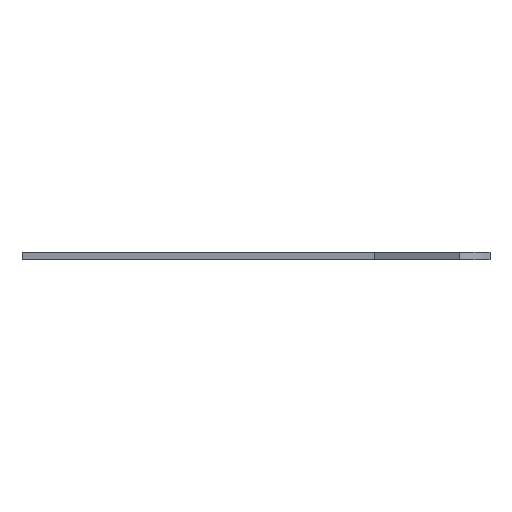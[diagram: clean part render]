
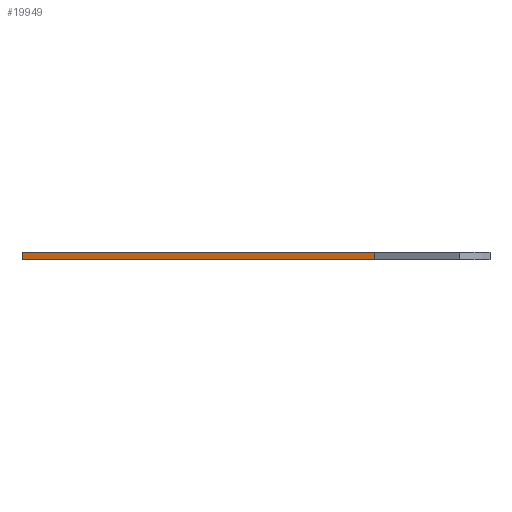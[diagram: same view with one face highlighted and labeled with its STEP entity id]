
A CAD part, left-side view. The second image highlights one B-rep face of the part: STEP entity #19949.
In plain terms, the highlighted planar face has unit normal (-0.985, 0.173, 0).
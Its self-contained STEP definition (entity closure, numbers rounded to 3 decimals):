
#90 = PLANE('',#91);
#91 = AXIS2_PLACEMENT_3D('',#92,#93,#94);
#92 = CARTESIAN_POINT('',(214.86,-70.672,1.6));
#93 = DIRECTION('',(0.,0.,1.));
#94 = DIRECTION('',(1.,0.,-0.));
#144 = PLANE('',#145);
#145 = AXIS2_PLACEMENT_3D('',#146,#147,#148);
#146 = CARTESIAN_POINT('',(214.86,-70.672,0.));
#147 = DIRECTION('',(0.,0.,1.));
#148 = DIRECTION('',(1.,0.,-0.));
#533 = VERTEX_POINT('',#534);
#534 = CARTESIAN_POINT('',(69.748,-21.184,0.));
#548 = PLANE('',#549);
#549 = AXIS2_PLACEMENT_3D('',#550,#551,#552);
#550 = CARTESIAN_POINT('',(182.626,-41.148,0.));
#551 = DIRECTION('',(-0.174,-0.985,0.));
#552 = DIRECTION('',(-0.985,0.174,0.));
#560 = EDGE_CURVE('',#533,#561,#563,.T.);
#561 = VERTEX_POINT('',#562);
#562 = CARTESIAN_POINT('',(56.54,-96.317,0.));
#563 = SURFACE_CURVE('',#564,(#568,#575),.PCURVE_S1.);
#564 = LINE('',#565,#566);
#565 = CARTESIAN_POINT('',(69.748,-21.184,0.));
#566 = VECTOR('',#567,1.);
#567 = DIRECTION('',(-0.173,-0.985,0.));
#568 = PCURVE('',#144,#569);
#569 = DEFINITIONAL_REPRESENTATION('',(#570),#574);
#570 = LINE('',#571,#572);
#571 = CARTESIAN_POINT('',(-145.111,49.488));
#572 = VECTOR('',#573,1.);
#573 = DIRECTION('',(-0.173,-0.985));
#574 = ( GEOMETRIC_REPRESENTATION_CONTEXT(2) 
PARAMETRIC_REPRESENTATION_CONTEXT() REPRESENTATION_CONTEXT('2D SPACE',''
  ) );
#575 = PCURVE('',#576,#581);
#576 = PLANE('',#577);
#577 = AXIS2_PLACEMENT_3D('',#578,#579,#580);
#578 = CARTESIAN_POINT('',(69.748,-21.184,0.));
#579 = DIRECTION('',(0.985,-0.173,0.));
#580 = DIRECTION('',(-0.173,-0.985,0.));
#581 = DEFINITIONAL_REPRESENTATION('',(#582),#586);
#582 = LINE('',#583,#584);
#583 = CARTESIAN_POINT('',(0.,0.));
#584 = VECTOR('',#585,1.);
#585 = DIRECTION('',(1.,0.));
#586 = ( GEOMETRIC_REPRESENTATION_CONTEXT(2) 
PARAMETRIC_REPRESENTATION_CONTEXT() REPRESENTATION_CONTEXT('2D SPACE',''
  ) );
#604 = PLANE('',#605);
#605 = AXIS2_PLACEMENT_3D('',#606,#607,#608);
#606 = CARTESIAN_POINT('',(56.54,-96.317,0.));
#607 = DIRECTION('',(0.174,0.985,-0.));
#608 = DIRECTION('',(0.985,-0.174,0.));
#11034 = VERTEX_POINT('',#11035);
#11035 = CARTESIAN_POINT('',(69.748,-21.184,1.6));
#11056 = EDGE_CURVE('',#11034,#11057,#11059,.T.);
#11057 = VERTEX_POINT('',#11058);
#11058 = CARTESIAN_POINT('',(56.54,-96.317,1.6));
#11059 = SURFACE_CURVE('',#11060,(#11064,#11071),.PCURVE_S1.);
#11060 = LINE('',#11061,#11062);
#11061 = CARTESIAN_POINT('',(69.748,-21.184,1.6));
#11062 = VECTOR('',#11063,1.);
#11063 = DIRECTION('',(-0.173,-0.985,0.));
#11064 = PCURVE('',#90,#11065);
#11065 = DEFINITIONAL_REPRESENTATION('',(#11066),#11070);
#11066 = LINE('',#11067,#11068);
#11067 = CARTESIAN_POINT('',(-145.111,49.488));
#11068 = VECTOR('',#11069,1.);
#11069 = DIRECTION('',(-0.173,-0.985));
#11070 = ( GEOMETRIC_REPRESENTATION_CONTEXT(2) 
PARAMETRIC_REPRESENTATION_CONTEXT() REPRESENTATION_CONTEXT('2D SPACE',''
  ) );
#11071 = PCURVE('',#576,#11072);
#11072 = DEFINITIONAL_REPRESENTATION('',(#11073),#11077);
#11073 = LINE('',#11074,#11075);
#11074 = CARTESIAN_POINT('',(0.,-1.6));
#11075 = VECTOR('',#11076,1.);
#11076 = DIRECTION('',(1.,0.));
#11077 = ( GEOMETRIC_REPRESENTATION_CONTEXT(2) 
PARAMETRIC_REPRESENTATION_CONTEXT() REPRESENTATION_CONTEXT('2D SPACE',''
  ) );
#19899 = EDGE_CURVE('',#561,#11057,#19900,.T.);
#19900 = SURFACE_CURVE('',#19901,(#19905,#19912),.PCURVE_S1.);
#19901 = LINE('',#19902,#19903);
#19902 = CARTESIAN_POINT('',(56.54,-96.317,0.));
#19903 = VECTOR('',#19904,1.);
#19904 = DIRECTION('',(0.,0.,1.));
#19905 = PCURVE('',#604,#19906);
#19906 = DEFINITIONAL_REPRESENTATION('',(#19907),#19911);
#19907 = LINE('',#19908,#19909);
#19908 = CARTESIAN_POINT('',(0.,0.));
#19909 = VECTOR('',#19910,1.);
#19910 = DIRECTION('',(0.,-1.));
#19911 = ( GEOMETRIC_REPRESENTATION_CONTEXT(2) 
PARAMETRIC_REPRESENTATION_CONTEXT() REPRESENTATION_CONTEXT('2D SPACE',''
  ) );
#19912 = PCURVE('',#576,#19913);
#19913 = DEFINITIONAL_REPRESENTATION('',(#19914),#19918);
#19914 = LINE('',#19915,#19916);
#19915 = CARTESIAN_POINT('',(76.285,0.));
#19916 = VECTOR('',#19917,1.);
#19917 = DIRECTION('',(0.,-1.));
#19918 = ( GEOMETRIC_REPRESENTATION_CONTEXT(2) 
PARAMETRIC_REPRESENTATION_CONTEXT() REPRESENTATION_CONTEXT('2D SPACE',''
  ) );
#19949 = ADVANCED_FACE('',(#19950),#576,.F.);
#19950 = FACE_BOUND('',#19951,.F.);
#19951 = EDGE_LOOP('',(#19952,#19973,#19974,#19975));
#19952 = ORIENTED_EDGE('',*,*,#19953,.T.);
#19953 = EDGE_CURVE('',#533,#11034,#19954,.T.);
#19954 = SURFACE_CURVE('',#19955,(#19959,#19966),.PCURVE_S1.);
#19955 = LINE('',#19956,#19957);
#19956 = CARTESIAN_POINT('',(69.748,-21.184,0.));
#19957 = VECTOR('',#19958,1.);
#19958 = DIRECTION('',(0.,0.,1.));
#19959 = PCURVE('',#576,#19960);
#19960 = DEFINITIONAL_REPRESENTATION('',(#19961),#19965);
#19961 = LINE('',#19962,#19963);
#19962 = CARTESIAN_POINT('',(0.,0.));
#19963 = VECTOR('',#19964,1.);
#19964 = DIRECTION('',(0.,-1.));
#19965 = ( GEOMETRIC_REPRESENTATION_CONTEXT(2) 
PARAMETRIC_REPRESENTATION_CONTEXT() REPRESENTATION_CONTEXT('2D SPACE',''
  ) );
#19966 = PCURVE('',#548,#19967);
#19967 = DEFINITIONAL_REPRESENTATION('',(#19968),#19972);
#19968 = LINE('',#19969,#19970);
#19969 = CARTESIAN_POINT('',(114.63,0.));
#19970 = VECTOR('',#19971,1.);
#19971 = DIRECTION('',(0.,-1.));
#19972 = ( GEOMETRIC_REPRESENTATION_CONTEXT(2) 
PARAMETRIC_REPRESENTATION_CONTEXT() REPRESENTATION_CONTEXT('2D SPACE',''
  ) );
#19973 = ORIENTED_EDGE('',*,*,#11056,.T.);
#19974 = ORIENTED_EDGE('',*,*,#19899,.F.);
#19975 = ORIENTED_EDGE('',*,*,#560,.F.);
